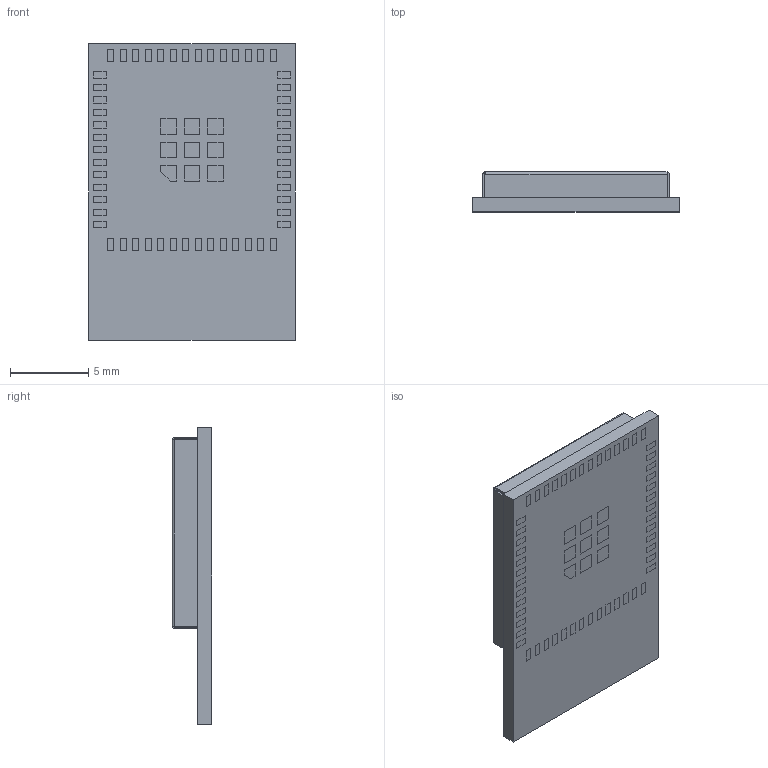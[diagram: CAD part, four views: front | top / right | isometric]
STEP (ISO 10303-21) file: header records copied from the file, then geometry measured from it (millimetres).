
FILE_DESCRIPTION (( 'STEP AP214' ), '1' );
FILE_NAME ('ESP32-MINI-1-N4.STEP', '2023-03-31T19:37:18', ( '' ), ( '' ), 'SwSTEP 2.0', 'SolidWorks 2021', '' );
FILE_SCHEMA (( 'AUTOMOTIVE_DESIGN' ));
Length unit declared in the file: millimetre
Products named in the file (1): ESP32-MINI-1-N4
Bounding box: 13.2 x 2.55 x 19 mm (x, y, z)
Volume: 247.5 mm3; surface area: 1173.2 mm2
Topology: 77 solids, 77 shells, 864 faces, 1906 edges, 1260 vertices
Faces by surface type: plane 804, cylinder 52, bspline 8
Entity records: 28425 total; most frequent: CARTESIAN_POINT 4279, ORIENTED_EDGE 3812, DIRECTION 3692, EDGE_CURVE 1906, LINE 1802, VECTOR 1802, VERTEX_POINT 1260, EDGE_LOOP 950
